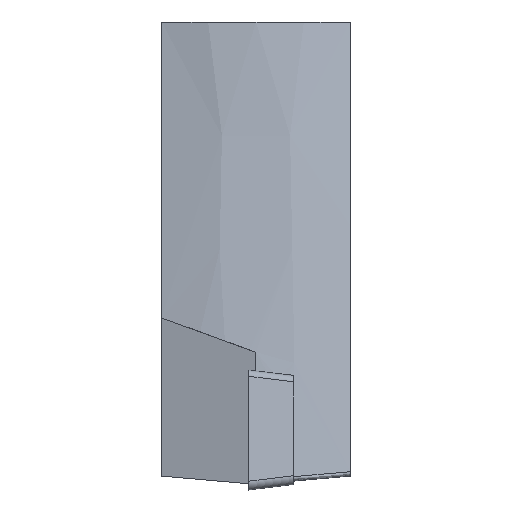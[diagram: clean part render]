
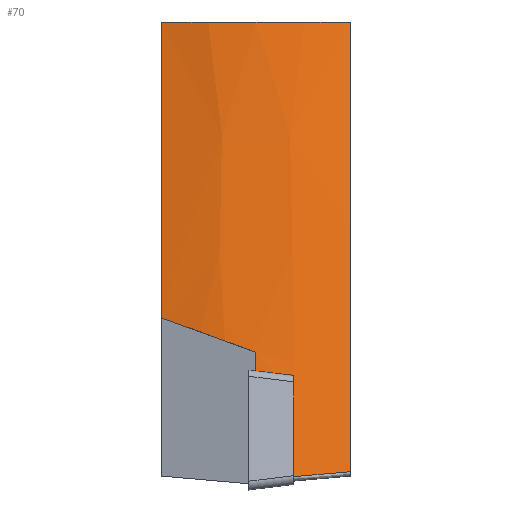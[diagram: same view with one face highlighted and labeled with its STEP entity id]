
A CAD part, left-side view. The second image highlights one B-rep face of the part: STEP entity #70.
In plain terms, the highlighted conical face has half-angle 10 degrees and reference radius 17.804 mm.
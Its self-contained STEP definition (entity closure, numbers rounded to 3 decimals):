
#52=CONICAL_SURFACE('',#711,17.804,10.);
#53=ELLIPSE('',#709,20.053,18.804);
#54=ELLIPSE('',#710,19.072,18.945);
#63=CIRCLE('',#707,15.68);
#70=ADVANCED_FACE('',(#134),#52,.T.);
#134=FACE_OUTER_BOUND('',#169,.T.);
#169=EDGE_LOOP('',(#239,#240,#241,#242,#243,#244,#245,#246,#247,#248));
#200=B_SPLINE_CURVE_WITH_KNOTS('',3,(#976,#977,#978,#979,#980),
 .UNSPECIFIED.,.F.,.F.,(4,1,4),(0.,0.5,1.),.UNSPECIFIED.);
#201=B_SPLINE_CURVE_WITH_KNOTS('',3,(#989,#990,#991,#992,#993,#994,#995,
#996,#997),.UNSPECIFIED.,.F.,.F.,(4,1,1,1,1,1,4),(0.,0.167,0.333,
0.5,0.667,0.833,1.),.UNSPECIFIED.);
#203=B_SPLINE_CURVE_WITH_KNOTS('',3,(#1041,#1042,#1043,#1044,#1045,#1046,
#1047,#1048,#1049,#1050,#1051,#1052,#1053,#1054,#1055,#1056,#1057,#1058,
#1059,#1060),.UNSPECIFIED.,.F.,.F.,(4,1,1,1,1,1,1,1,1,1,1,1,1,1,1,1,1,4),
(0.,0.059,0.118,0.176,0.235,0.294,
0.353,0.412,0.471,0.529,0.588,
0.647,0.706,0.765,0.824,0.882,
0.941,1.),.UNSPECIFIED.);
#204=B_SPLINE_CURVE_WITH_KNOTS('',3,(#1061,#1062,#1063,#1064,#1065,#1066,
#1067,#1068),.UNSPECIFIED.,.F.,.F.,(4,1,1,1,1,4),(0.,0.2,0.4,0.6,0.8,1.),
 .UNSPECIFIED.);
#205=B_SPLINE_CURVE_WITH_KNOTS('',3,(#1070,#1071,#1072,#1073,#1074,#1075,
#1076,#1077,#1078,#1079,#1080,#1081,#1082,#1083,#1084,#1085,#1086,#1087,
#1088,#1089,#1090,#1091,#1092,#1093,#1094,#1095,#1096,#1097,#1098,#1099),
 .UNSPECIFIED.,.F.,.F.,(4,1,1,1,1,1,1,1,1,1,1,1,1,1,1,1,1,1,1,1,1,1,1,1,
1,1,1,4),(0.,0.037,0.074,0.111,0.148,
0.185,0.222,0.259,0.296,0.333,
0.37,0.407,0.444,0.481,0.519,
0.556,0.593,0.63,0.667,0.704,
0.741,0.778,0.815,0.852,0.889,
0.926,0.963,1.),.UNSPECIFIED.);
#206=B_SPLINE_CURVE_WITH_KNOTS('',3,(#1105,#1106,#1107,#1108),
 .UNSPECIFIED.,.F.,.F.,(4,4),(0.,1.),.UNSPECIFIED.);
#239=ORIENTED_EDGE('',*,*,#472,.F.);
#240=ORIENTED_EDGE('',*,*,#459,.T.);
#241=ORIENTED_EDGE('',*,*,#471,.F.);
#242=ORIENTED_EDGE('',*,*,#473,.T.);
#243=ORIENTED_EDGE('',*,*,#474,.T.);
#244=ORIENTED_EDGE('',*,*,#475,.T.);
#245=ORIENTED_EDGE('',*,*,#476,.F.);
#246=ORIENTED_EDGE('',*,*,#477,.T.);
#247=ORIENTED_EDGE('',*,*,#478,.T.);
#248=ORIENTED_EDGE('',*,*,#455,.F.);
#395=VERTEX_POINT('',#975);
#396=VERTEX_POINT('',#981);
#398=VERTEX_POINT('',#987);
#400=VERTEX_POINT('',#998);
#407=VERTEX_POINT('',#1038);
#408=VERTEX_POINT('',#1069);
#409=VERTEX_POINT('',#1100);
#410=VERTEX_POINT('',#1102);
#411=VERTEX_POINT('',#1104);
#412=VERTEX_POINT('',#1109);
#455=EDGE_CURVE('',#395,#396,#200,.T.);
#459=EDGE_CURVE('',#400,#398,#201,.T.);
#471=EDGE_CURVE('',#407,#398,#63,.T.);
#472=EDGE_CURVE('',#400,#395,#203,.T.);
#473=EDGE_CURVE('',#407,#408,#204,.T.);
#474=EDGE_CURVE('',#408,#409,#205,.T.);
#475=EDGE_CURVE('',#409,#410,#53,.T.);
#476=EDGE_CURVE('',#411,#410,#556,.T.);
#477=EDGE_CURVE('',#411,#412,#206,.T.);
#478=EDGE_CURVE('',#412,#396,#54,.T.);
#556=LINE('',#1103,#626);
#626=VECTOR('',#791,1.);
#707=AXIS2_PLACEMENT_3D('',#1039,#785,#786);
#709=AXIS2_PLACEMENT_3D('',#1101,#789,#790);
#710=AXIS2_PLACEMENT_3D('',#1110,#792,#793);
#711=AXIS2_PLACEMENT_3D('',#1111,#794,#795);
#785=DIRECTION('',(0.,0.,1.));
#786=DIRECTION('',(-0.948,0.319,0.));
#789=DIRECTION('',(0.,-0.342,0.94));
#790=DIRECTION('',(0.,-0.94,-0.342));
#791=DIRECTION('',(0.174,0.,0.985));
#792=DIRECTION('',(0.,-0.113,0.994));
#793=DIRECTION('',(0.,-0.994,-0.113));
#794=DIRECTION('',(0.,0.,-1.));
#795=DIRECTION('',(1.,0.,0.));
#975=CARTESIAN_POINT('',(-8.827,-2.,-9.591));
#976=CARTESIAN_POINT('',(-8.827,-2.,-9.591));
#977=CARTESIAN_POINT('',(-8.658,-2.,-8.635));
#978=CARTESIAN_POINT('',(-8.325,-2.,-6.758));
#979=CARTESIAN_POINT('',(-8.005,-2.,-4.951));
#980=CARTESIAN_POINT('',(-7.848,-2.,-4.065));
#981=CARTESIAN_POINT('',(-7.876,-2.,-4.225));
#987=CARTESIAN_POINT('',(-3.861,-5.,14.5));
#989=CARTESIAN_POINT('',(-8.243,-5.,-9.331));
#990=CARTESIAN_POINT('',(-7.953,-5.,-7.739));
#991=CARTESIAN_POINT('',(-7.39,-5.,-4.651));
#992=CARTESIAN_POINT('',(-6.597,-5.,-0.32));
#993=CARTESIAN_POINT('',(-5.851,-5.,3.746));
#994=CARTESIAN_POINT('',(-5.147,-5.,7.564));
#995=CARTESIAN_POINT('',(-4.483,-5.,11.152));
#996=CARTESIAN_POINT('',(-4.065,-5.,13.408));
#997=CARTESIAN_POINT('',(-3.861,-5.,14.5));
#998=CARTESIAN_POINT('',(-8.243,-5.,-9.331));
#1038=CARTESIAN_POINT('',(-3.861,5.,14.5));
#1039=CARTESIAN_POINT('',(11.,0.,14.5));
#1041=CARTESIAN_POINT('',(-8.243,-5.,-9.331));
#1042=CARTESIAN_POINT('',(-8.259,-4.942,-9.336));
#1043=CARTESIAN_POINT('',(-8.29,-4.826,-9.346));
#1044=CARTESIAN_POINT('',(-8.336,-4.652,-9.362));
#1045=CARTESIAN_POINT('',(-8.38,-4.478,-9.377));
#1046=CARTESIAN_POINT('',(-8.422,-4.303,-9.392));
#1047=CARTESIAN_POINT('',(-8.463,-4.127,-9.407));
#1048=CARTESIAN_POINT('',(-8.502,-3.952,-9.422));
#1049=CARTESIAN_POINT('',(-8.54,-3.776,-9.437));
#1050=CARTESIAN_POINT('',(-8.576,-3.6,-9.453));
#1051=CARTESIAN_POINT('',(-8.61,-3.423,-9.468));
#1052=CARTESIAN_POINT('',(-8.643,-3.246,-9.483));
#1053=CARTESIAN_POINT('',(-8.674,-3.069,-9.499));
#1054=CARTESIAN_POINT('',(-8.704,-2.891,-9.514));
#1055=CARTESIAN_POINT('',(-8.732,-2.713,-9.529));
#1056=CARTESIAN_POINT('',(-8.758,-2.535,-9.545));
#1057=CARTESIAN_POINT('',(-8.783,-2.357,-9.56));
#1058=CARTESIAN_POINT('',(-8.806,-2.179,-9.576));
#1059=CARTESIAN_POINT('',(-8.82,-2.06,-9.586));
#1060=CARTESIAN_POINT('',(-8.827,-2.,-9.591));
#1061=CARTESIAN_POINT('',(-3.861,5.,14.5));
#1062=CARTESIAN_POINT('',(-4.032,5.,13.584));
#1063=CARTESIAN_POINT('',(-4.381,5.,11.702));
#1064=CARTESIAN_POINT('',(-4.93,5.,8.736));
#1065=CARTESIAN_POINT('',(-5.507,5.,5.612));
#1066=CARTESIAN_POINT('',(-6.112,5.,2.322));
#1067=CARTESIAN_POINT('',(-6.537,5.,0.007));
#1068=CARTESIAN_POINT('',(-6.754,5.,-1.18));
#1069=CARTESIAN_POINT('',(-6.754,5.,-1.18));
#1070=CARTESIAN_POINT('',(-6.754,5.,-1.18));
#1071=CARTESIAN_POINT('',(-6.774,4.944,-1.2));
#1072=CARTESIAN_POINT('',(-6.812,4.833,-1.241));
#1073=CARTESIAN_POINT('',(-6.868,4.665,-1.302));
#1074=CARTESIAN_POINT('',(-6.922,4.496,-1.364));
#1075=CARTESIAN_POINT('',(-6.975,4.327,-1.425));
#1076=CARTESIAN_POINT('',(-7.026,4.158,-1.487));
#1077=CARTESIAN_POINT('',(-7.075,3.988,-1.549));
#1078=CARTESIAN_POINT('',(-7.123,3.817,-1.611));
#1079=CARTESIAN_POINT('',(-7.17,3.646,-1.673));
#1080=CARTESIAN_POINT('',(-7.215,3.475,-1.735));
#1081=CARTESIAN_POINT('',(-7.258,3.303,-1.798));
#1082=CARTESIAN_POINT('',(-7.299,3.13,-1.861));
#1083=CARTESIAN_POINT('',(-7.339,2.958,-1.924));
#1084=CARTESIAN_POINT('',(-7.378,2.784,-1.987));
#1085=CARTESIAN_POINT('',(-7.414,2.611,-2.05));
#1086=CARTESIAN_POINT('',(-7.449,2.437,-2.113));
#1087=CARTESIAN_POINT('',(-7.483,2.263,-2.176));
#1088=CARTESIAN_POINT('',(-7.515,2.088,-2.24));
#1089=CARTESIAN_POINT('',(-7.545,1.914,-2.304));
#1090=CARTESIAN_POINT('',(-7.573,1.738,-2.367));
#1091=CARTESIAN_POINT('',(-7.6,1.563,-2.431));
#1092=CARTESIAN_POINT('',(-7.625,1.387,-2.495));
#1093=CARTESIAN_POINT('',(-7.649,1.211,-2.559));
#1094=CARTESIAN_POINT('',(-7.671,1.035,-2.623));
#1095=CARTESIAN_POINT('',(-7.691,0.859,-2.687));
#1096=CARTESIAN_POINT('',(-7.71,0.682,-2.752));
#1097=CARTESIAN_POINT('',(-7.727,0.506,-2.816));
#1098=CARTESIAN_POINT('',(-7.737,0.388,-2.859));
#1099=CARTESIAN_POINT('',(-7.742,0.329,-2.88));
#1100=CARTESIAN_POINT('',(-7.742,0.329,-2.88));
#1101=CARTESIAN_POINT('',(11.,-1.209,-3.44));
#1102=CARTESIAN_POINT('',(-7.766,0.,-3.));
#1103=CARTESIAN_POINT('',(-7.941,0.,-3.997));
#1104=CARTESIAN_POINT('',(-7.941,0.,-3.997));
#1105=CARTESIAN_POINT('',(-7.941,0.,-3.997));
#1106=CARTESIAN_POINT('',(-7.945,-0.2,-4.019));
#1107=CARTESIAN_POINT('',(-7.946,-0.4,-4.042));
#1108=CARTESIAN_POINT('',(-7.944,-0.6,-4.065));
#1109=CARTESIAN_POINT('',(-7.944,-0.6,-4.065));
#1110=CARTESIAN_POINT('',(11.,-0.381,-4.04));
#1111=CARTESIAN_POINT('',(11.,0.,2.454));
